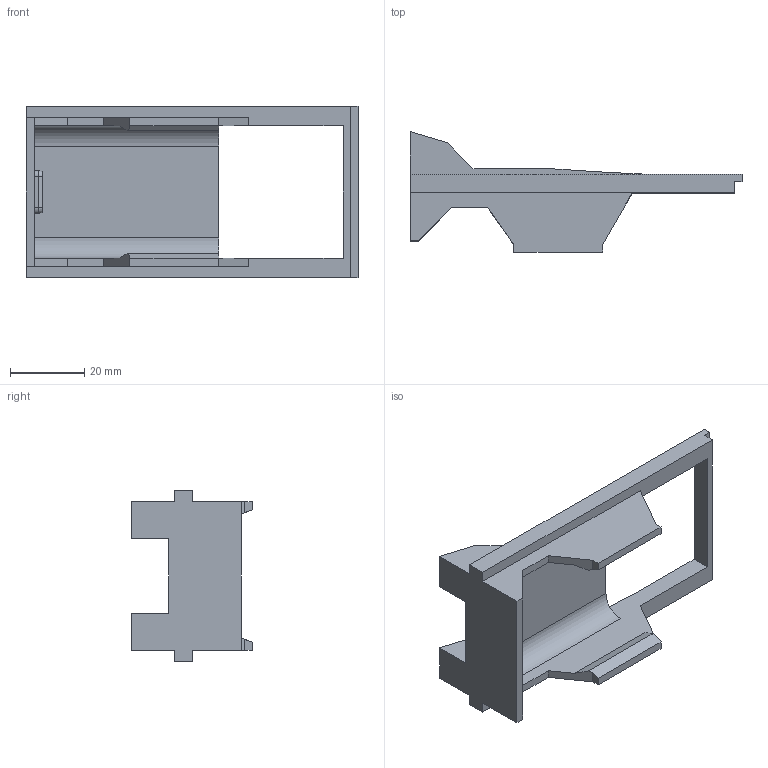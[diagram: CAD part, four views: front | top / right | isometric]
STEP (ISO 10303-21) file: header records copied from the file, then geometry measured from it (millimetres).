
FILE_DESCRIPTION(/* description */ (''),/* implementation_level */ '2;1');
FILE_NAME(/* name */ 'M2 fender top v20.step',/* time_stamp */ '2019-06-04T00:06:31+02:00',/* author */ (''),/* organization */ (''),/* preprocessor_version */ 'ST-DEVELOPER v18',/* originating_system */ 'Autodesk Translation Framework v8.2.0.1029',/* authorisation */ '');
FILE_SCHEMA (('AUTOMOTIVE_DESIGN { 1 0 10303 214 3 1 1 }'));
Length unit declared in the file: millimetre
Products named in the file (1): M2 fender top
Bounding box: 89.6 x 32.5 x 46.2 mm (x, y, z)
Volume: 15482.7 mm3; surface area: 12848.5 mm2
Topology: 1 solids, 1 shells, 66 faces, 183 edges, 118 vertices
Faces by surface type: plane 56, cylinder 6, cone 4
Entity records: 2093 total; most frequent: CARTESIAN_POINT 368, ORIENTED_EDGE 366, DIRECTION 333, EDGE_CURVE 183, LINE 167, VECTOR 167, VERTEX_POINT 118, AXIS2_PLACEMENT_3D 83
